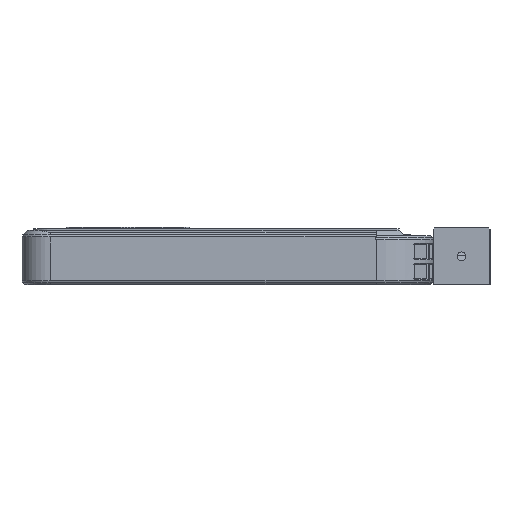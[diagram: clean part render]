
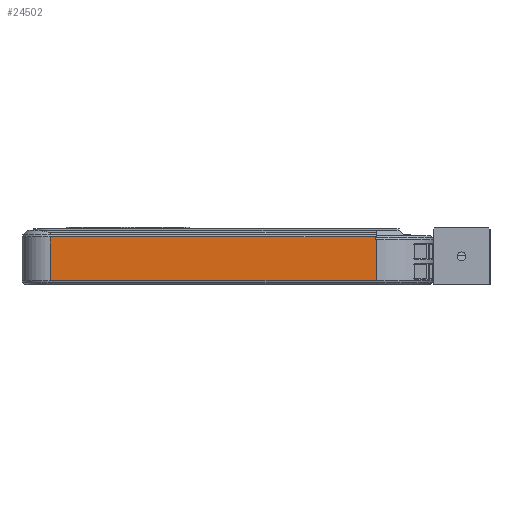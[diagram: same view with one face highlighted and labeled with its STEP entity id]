
A CAD part, left-side view. The second image highlights one B-rep face of the part: STEP entity #24502.
In plain terms, the highlighted planar face has unit normal (-1, 0, 0).
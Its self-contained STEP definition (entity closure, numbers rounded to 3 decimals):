
#94=(
BOUNDED_CURVE()
B_SPLINE_CURVE(2,(#37048,#37049,#37050),.UNSPECIFIED.,.F.,.F.)
B_SPLINE_CURVE_WITH_KNOTS((3,3),(2.394,2.458),
 .UNSPECIFIED.)
CURVE()
GEOMETRIC_REPRESENTATION_ITEM()
RATIONAL_B_SPLINE_CURVE((1.173,1.173,1.173))
REPRESENTATION_ITEM('')
);
#706=PLANE('',#25930);
#1851=FACE_OUTER_BOUND('',#3235,.T.);
#3235=EDGE_LOOP('',(#19485,#19486,#19487,#19488,#19489,#19490));
#5665=LINE('',#36953,#8728);
#5682=LINE('',#37010,#8745);
#5684=LINE('',#37016,#8747);
#5698=LINE('',#37059,#8761);
#5725=LINE('',#37167,#8788);
#8728=VECTOR('',#29595,10.);
#8745=VECTOR('',#29632,10.);
#8747=VECTOR('',#29638,10.);
#8761=VECTOR('',#29676,10.);
#8788=VECTOR('',#29759,10.);
#11887=VERTEX_POINT('',#36951);
#11888=VERTEX_POINT('',#36952);
#11905=VERTEX_POINT('',#37003);
#11908=VERTEX_POINT('',#37014);
#11916=VERTEX_POINT('',#37043);
#11919=VERTEX_POINT('',#37058);
#14675=EDGE_CURVE('',#11887,#11888,#5665,.T.);
#14700=EDGE_CURVE('',#11905,#11887,#5682,.T.);
#14703=EDGE_CURVE('',#11905,#11908,#5684,.T.);
#14719=EDGE_CURVE('',#11888,#11916,#94,.T.);
#14723=EDGE_CURVE('',#11916,#11919,#5698,.T.);
#14770=EDGE_CURVE('',#11919,#11908,#5725,.T.);
#19485=ORIENTED_EDGE('',*,*,#14700,.F.);
#19486=ORIENTED_EDGE('',*,*,#14703,.T.);
#19487=ORIENTED_EDGE('',*,*,#14770,.F.);
#19488=ORIENTED_EDGE('',*,*,#14723,.F.);
#19489=ORIENTED_EDGE('',*,*,#14719,.F.);
#19490=ORIENTED_EDGE('',*,*,#14675,.F.);
#24502=ADVANCED_FACE('',(#1851),#706,.T.);
#25930=AXIS2_PLACEMENT_3D('',#37190,#29786,#29787);
#29595=DIRECTION('',(0.,0.,-1.));
#29632=DIRECTION('',(0.,-1.,0.));
#29638=DIRECTION('',(0.,0.,-1.));
#29676=DIRECTION('',(0.,0.,-1.));
#29759=DIRECTION('',(0.,1.,0.));
#29786=DIRECTION('center_axis',(-1.,0.,0.));
#29787=DIRECTION('ref_axis',(0.,-1.,0.));
#36951=CARTESIAN_POINT('',(-90.,-86.92,17.6));
#36952=CARTESIAN_POINT('',(-90.,-86.92,16.59));
#36953=CARTESIAN_POINT('',(-90.,-86.92,9.));
#37003=CARTESIAN_POINT('',(-90.,27.32,17.6));
#37010=CARTESIAN_POINT('',(-90.,19.24,17.6));
#37014=CARTESIAN_POINT('',(-90.,27.32,2.15));
#37016=CARTESIAN_POINT('',(-90.,27.32,0.));
#37043=CARTESIAN_POINT('',(-90.,-87.32,16.6));
#37048=CARTESIAN_POINT('Ctrl Pts',(-90.,-86.92,16.59));
#37049=CARTESIAN_POINT('Ctrl Pts',(-90.,-87.12,16.6));
#37050=CARTESIAN_POINT('Ctrl Pts',(-90.,-87.32,16.6));
#37058=CARTESIAN_POINT('',(-90.,-87.32,2.15));
#37059=CARTESIAN_POINT('',(-90.,-87.32,4.5));
#37167=CARTESIAN_POINT('',(-90.,27.99,2.15));
#37190=CARTESIAN_POINT('Origin',(-90.,37.32,0.));
